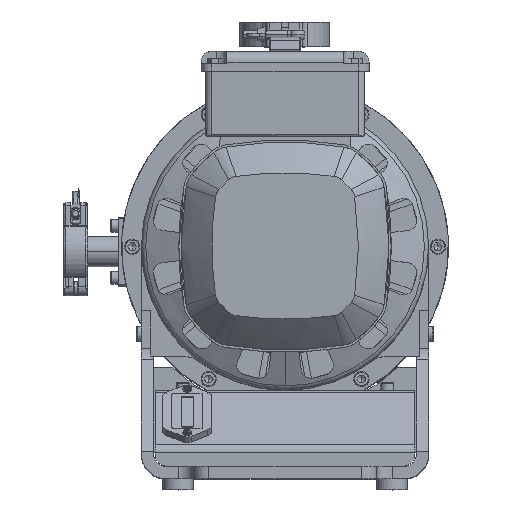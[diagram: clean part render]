
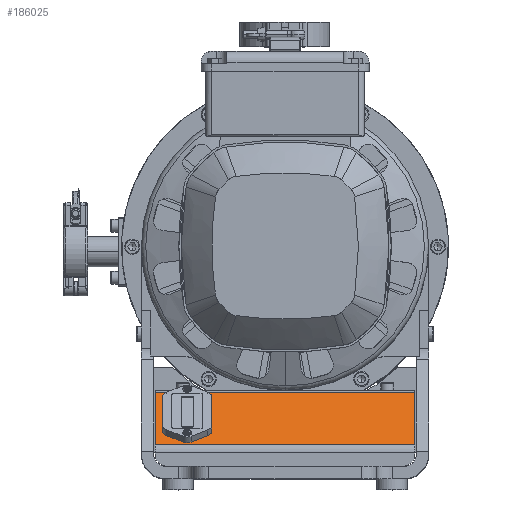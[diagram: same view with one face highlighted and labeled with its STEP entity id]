
A CAD part, top view. The second image highlights one B-rep face of the part: STEP entity #186025.
In plain terms, the highlighted planar face has unit normal (0, 0.749, 0.663).
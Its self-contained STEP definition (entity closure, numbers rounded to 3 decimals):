
#186025=ADVANCED_FACE('',(#228008,#228010,#228012,#228014),#228016,.T.);
#228008=FACE_BOUND('',#228009,.T.);
#228009=EDGE_LOOP('',(#254565,#254566,#254567,#254568));
#228010=FACE_BOUND('',#228011,.T.);
#228011=EDGE_LOOP('',(#254569,#254570,#254571,#254572,#254573,#254574,#254575,#254576));
#228012=FACE_BOUND('',#228013,.T.);
#228013=EDGE_LOOP('',(#254577,#254578));
#228014=FACE_BOUND('',#228015,.T.);
#228015=EDGE_LOOP('',(#254579,#254580));
#228016=PLANE('',#228017);
#228017=AXIS2_PLACEMENT_3D('',#228018,#228019,#228020);
#228018=CARTESIAN_POINT('',(85.,-132.,223.5));
#228019=DIRECTION('',(0.,0.749,0.663));
#228020=DIRECTION('',(0.,0.663,-0.749));
#254565=ORIENTED_EDGE('',*,*,#285121,.T.);
#254566=ORIENTED_EDGE('',*,*,#285122,.T.);
#254567=ORIENTED_EDGE('',*,*,#285123,.T.);
#254568=ORIENTED_EDGE('',*,*,#285124,.T.);
#254569=ORIENTED_EDGE('',*,*,#285125,.T.);
#254570=ORIENTED_EDGE('',*,*,#285126,.T.);
#254571=ORIENTED_EDGE('',*,*,#285127,.T.);
#254572=ORIENTED_EDGE('',*,*,#285128,.T.);
#254573=ORIENTED_EDGE('',*,*,#285129,.T.);
#254574=ORIENTED_EDGE('',*,*,#285130,.T.);
#254575=ORIENTED_EDGE('',*,*,#285131,.T.);
#254576=ORIENTED_EDGE('',*,*,#285132,.T.);
#254577=ORIENTED_EDGE('',*,*,#285133,.T.);
#254578=ORIENTED_EDGE('',*,*,#285134,.T.);
#254579=ORIENTED_EDGE('',*,*,#285135,.T.);
#254580=ORIENTED_EDGE('',*,*,#285136,.T.);
#285121=EDGE_CURVE('',#406352,#406353,#406354,.T.);
#285122=EDGE_CURVE('',#406353,#406355,#406356,.T.);
#285123=EDGE_CURVE('',#406355,#406357,#406358,.T.);
#285124=EDGE_CURVE('',#406357,#406352,#406359,.T.);
#285125=EDGE_CURVE('',#406360,#406361,#406362,.T.);
#285126=EDGE_CURVE('',#406361,#406363,#406364,.T.);
#285127=EDGE_CURVE('',#406363,#406365,#406366,.T.);
#285128=EDGE_CURVE('',#406365,#406367,#406368,.T.);
#285129=EDGE_CURVE('',#406367,#406369,#406370,.T.);
#285130=EDGE_CURVE('',#406369,#406371,#406372,.T.);
#285131=EDGE_CURVE('',#406371,#406373,#406374,.T.);
#285132=EDGE_CURVE('',#406373,#406360,#406375,.T.);
#285133=EDGE_CURVE('',#406376,#406377,#406378,.T.);
#285134=EDGE_CURVE('',#406377,#406376,#406379,.T.);
#285135=EDGE_CURVE('',#406380,#406381,#406382,.T.);
#285136=EDGE_CURVE('',#406381,#406380,#406383,.T.);
#406352=VERTEX_POINT('',#425991);
#406353=VERTEX_POINT('',#425992);
#406354=LINE('',#425993,#425994);
#406355=VERTEX_POINT('',#425996);
#406356=LINE('',#425997,#425998);
#406357=VERTEX_POINT('',#426000);
#406358=LINE('',#426001,#426002);
#406359=LINE('',#426004,#426005);
#406360=VERTEX_POINT('',#426007);
#406361=VERTEX_POINT('',#426008);
#406362=CIRCLE('',#426009,1.);
#406363=VERTEX_POINT('',#426013);
#406364=LINE('',#426014,#426015);
#406365=VERTEX_POINT('',#426017);
#406366=CIRCLE('',#426018,1.);
#406367=VERTEX_POINT('',#426022);
#406368=LINE('',#426023,#426024);
#406369=VERTEX_POINT('',#426026);
#406370=CIRCLE('',#426027,1.);
#406371=VERTEX_POINT('',#426031);
#406372=LINE('',#426032,#426033);
#406373=VERTEX_POINT('',#426035);
#406374=CIRCLE('',#426036,1.);
#406375=LINE('',#426040,#426041);
#406376=VERTEX_POINT('',#426043);
#406377=VERTEX_POINT('',#426044);
#406378=CIRCLE('',#426045,1.25);
#406379=CIRCLE('',#426049,1.25);
#406380=VERTEX_POINT('',#426053);
#406381=VERTEX_POINT('',#426054);
#406382=CIRCLE('',#426055,1.25);
#406383=CIRCLE('',#426059,1.25);
#425991=CARTESIAN_POINT('',(-85.,-95.757,182.535));
#425992=CARTESIAN_POINT('',(-85.,-129.911,221.138));
#425993=CARTESIAN_POINT('',(-85.,-95.757,182.535));
#425994=VECTOR('',#425995,1.);
#425995=DIRECTION('',(0.,-0.663,0.749));
#425996=CARTESIAN_POINT('',(85.,-129.911,221.138));
#425997=CARTESIAN_POINT('',(-85.,-129.911,221.138));
#425998=VECTOR('',#425999,1.);
#425999=DIRECTION('',(1.,0.,0.));
#426000=CARTESIAN_POINT('',(85.,-95.757,182.535));
#426001=CARTESIAN_POINT('',(85.,-129.911,221.138));
#426002=VECTOR('',#426003,1.);
#426003=DIRECTION('',(0.,0.663,-0.749));
#426004=CARTESIAN_POINT('',(85.,-95.757,182.535));
#426005=VECTOR('',#426006,1.);
#426006=DIRECTION('',(-1.,0.,0.));
#426007=CARTESIAN_POINT('',(-75.,-123.386,213.764));
#426008=CARTESIAN_POINT('',(-76.,-122.723,213.015));
#426009=AXIS2_PLACEMENT_3D('',#426010,#426011,#426012);
#426010=CARTESIAN_POINT('',(-75.,-122.723,213.015));
#426011=DIRECTION('',(0.,-0.749,-0.663));
#426012=DIRECTION('',(0.,-0.663,0.749));
#426013=CARTESIAN_POINT('',(-76.,-100.194,187.55));
#426014=CARTESIAN_POINT('',(-76.,-122.723,213.015));
#426015=VECTOR('',#426016,1.);
#426016=DIRECTION('',(0.,0.663,-0.749));
#426017=CARTESIAN_POINT('',(-75.,-99.532,186.801));
#426018=AXIS2_PLACEMENT_3D('',#426019,#426020,#426021);
#426019=CARTESIAN_POINT('',(-75.,-100.194,187.55));
#426020=DIRECTION('',(0.,-0.749,-0.663));
#426021=DIRECTION('',(-1.,0.,0.));
#426022=CARTESIAN_POINT('',(-53.,-99.532,186.801));
#426023=CARTESIAN_POINT('',(-75.,-99.532,186.801));
#426024=VECTOR('',#426025,1.);
#426025=DIRECTION('',(1.,0.,0.));
#426026=CARTESIAN_POINT('',(-52.,-100.194,187.55));
#426027=AXIS2_PLACEMENT_3D('',#426028,#426029,#426030);
#426028=CARTESIAN_POINT('',(-53.,-100.194,187.55));
#426029=DIRECTION('',(0.,-0.749,-0.663));
#426030=DIRECTION('',(0.,0.663,-0.749));
#426031=CARTESIAN_POINT('',(-52.,-122.723,213.015));
#426032=CARTESIAN_POINT('',(-52.,-100.194,187.55));
#426033=VECTOR('',#426034,1.);
#426034=DIRECTION('',(0.,-0.663,0.749));
#426035=CARTESIAN_POINT('',(-53.,-123.386,213.764));
#426036=AXIS2_PLACEMENT_3D('',#426037,#426038,#426039);
#426037=CARTESIAN_POINT('',(-53.,-122.723,213.015));
#426038=DIRECTION('',(0.,-0.749,-0.663));
#426039=DIRECTION('',(1.,0.,0.));
#426040=CARTESIAN_POINT('',(-53.,-123.386,213.764));
#426041=VECTOR('',#426042,1.);
#426042=DIRECTION('',(-1.,0.,0.));
#426043=CARTESIAN_POINT('',(-64.,-98.041,185.116));
#426044=CARTESIAN_POINT('',(-64.,-96.384,183.244));
#426045=AXIS2_PLACEMENT_3D('',#426046,#426047,#426048);
#426046=CARTESIAN_POINT('',(-64.,-97.212,184.18));
#426047=DIRECTION('',(0.,-0.749,-0.663));
#426048=DIRECTION('',(0.,-0.663,0.749));
#426049=AXIS2_PLACEMENT_3D('',#426050,#426051,#426052);
#426050=CARTESIAN_POINT('',(-64.,-97.212,184.18));
#426051=DIRECTION('',(0.,-0.749,-0.663));
#426052=DIRECTION('',(0.,0.663,-0.749));
#426053=CARTESIAN_POINT('',(-64.,-126.533,217.321));
#426054=CARTESIAN_POINT('',(-64.,-124.877,215.449));
#426055=AXIS2_PLACEMENT_3D('',#426056,#426057,#426058);
#426056=CARTESIAN_POINT('',(-64.,-125.705,216.385));
#426057=DIRECTION('',(0.,-0.749,-0.663));
#426058=DIRECTION('',(0.,-0.663,0.749));
#426059=AXIS2_PLACEMENT_3D('',#426060,#426061,#426062);
#426060=CARTESIAN_POINT('',(-64.,-125.705,216.385));
#426061=DIRECTION('',(0.,-0.749,-0.663));
#426062=DIRECTION('',(0.,0.663,-0.749));
